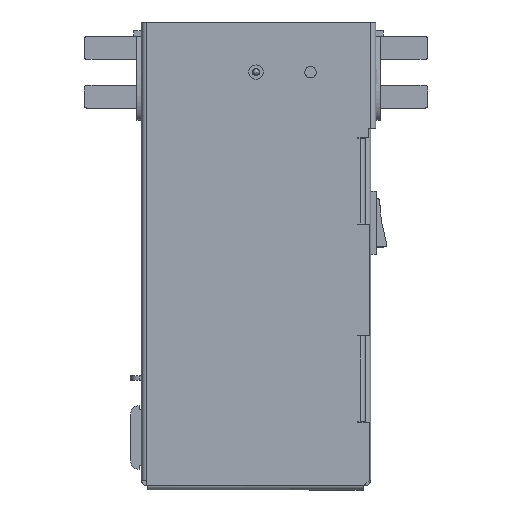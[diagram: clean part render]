
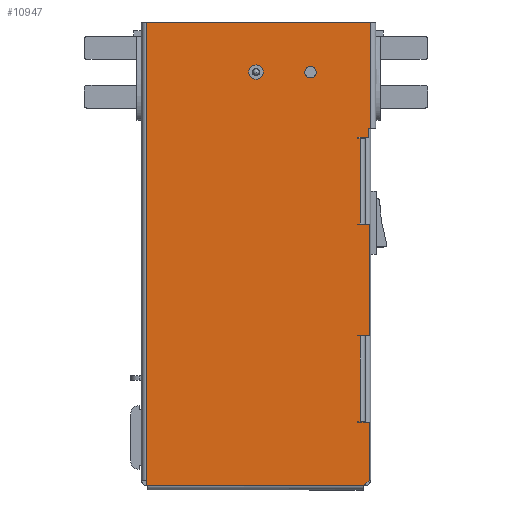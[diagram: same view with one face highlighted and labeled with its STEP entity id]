
A CAD part, top view. The second image highlights one B-rep face of the part: STEP entity #10947.
In plain terms, the highlighted planar face has unit normal (0, 0, 1).
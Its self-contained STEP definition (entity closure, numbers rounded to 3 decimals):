
#235=FACE_BOUND('',#1418,.T.);
#236=FACE_BOUND('',#1419,.T.);
#306=CIRCLE('',#11705,2.);
#307=CIRCLE('',#11706,2.);
#787=FACE_OUTER_BOUND('',#1417,.T.);
#1417=EDGE_LOOP('',(#7445,#7446,#7447,#7448,#7449,#7450,#7451,#7452,#7453,
#7454,#7455,#7456,#7457,#7458,#7459,#7460,#7461,#7462,#7463,#7464,#7465,
#7466,#7467,#7468));
#1418=EDGE_LOOP('',(#7469));
#1419=EDGE_LOOP('',(#7470));
#2152=LINE('',#15912,#3413);
#2160=LINE('',#15935,#3421);
#2163=LINE('',#15939,#3424);
#2164=LINE('',#15942,#3425);
#2167=LINE('',#15948,#3428);
#2168=LINE('',#15950,#3429);
#2169=LINE('',#15952,#3430);
#2170=LINE('',#15954,#3431);
#2171=LINE('',#15956,#3432);
#2172=LINE('',#15958,#3433);
#2173=LINE('',#15960,#3434);
#2174=LINE('',#15962,#3435);
#2175=LINE('',#15964,#3436);
#2176=LINE('',#15966,#3437);
#2177=LINE('',#15968,#3438);
#2178=LINE('',#15970,#3439);
#2179=LINE('',#15972,#3440);
#2180=LINE('',#15974,#3441);
#2181=LINE('',#15976,#3442);
#2182=LINE('',#15978,#3443);
#2183=LINE('',#15980,#3444);
#2184=LINE('',#15982,#3445);
#2185=LINE('',#15984,#3446);
#2186=LINE('',#15985,#3447);
#3413=VECTOR('',#12762,10.);
#3421=VECTOR('',#12788,10.);
#3424=VECTOR('',#12793,10.);
#3425=VECTOR('',#12796,10.);
#3428=VECTOR('',#12801,10.);
#3429=VECTOR('',#12802,10.);
#3430=VECTOR('',#12803,10.);
#3431=VECTOR('',#12804,10.);
#3432=VECTOR('',#12805,10.);
#3433=VECTOR('',#12806,10.);
#3434=VECTOR('',#12807,10.);
#3435=VECTOR('',#12808,10.);
#3436=VECTOR('',#12809,10.);
#3437=VECTOR('',#12810,10.);
#3438=VECTOR('',#12811,10.);
#3439=VECTOR('',#12812,10.);
#3440=VECTOR('',#12813,10.);
#3441=VECTOR('',#12814,10.);
#3442=VECTOR('',#12815,10.);
#3443=VECTOR('',#12816,10.);
#3444=VECTOR('',#12817,10.);
#3445=VECTOR('',#12818,10.);
#3446=VECTOR('',#12819,10.);
#3447=VECTOR('',#12820,10.);
#4646=VERTEX_POINT('',#15909);
#4647=VERTEX_POINT('',#15911);
#4652=VERTEX_POINT('',#15932);
#4653=VERTEX_POINT('',#15934);
#4654=VERTEX_POINT('',#15941);
#4656=VERTEX_POINT('',#15947);
#4657=VERTEX_POINT('',#15949);
#4658=VERTEX_POINT('',#15951);
#4659=VERTEX_POINT('',#15953);
#4660=VERTEX_POINT('',#15955);
#4661=VERTEX_POINT('',#15957);
#4662=VERTEX_POINT('',#15959);
#4663=VERTEX_POINT('',#15961);
#4664=VERTEX_POINT('',#15963);
#4665=VERTEX_POINT('',#15965);
#4666=VERTEX_POINT('',#15967);
#4667=VERTEX_POINT('',#15969);
#4668=VERTEX_POINT('',#15971);
#4669=VERTEX_POINT('',#15973);
#4670=VERTEX_POINT('',#15975);
#4671=VERTEX_POINT('',#15977);
#4672=VERTEX_POINT('',#15979);
#4673=VERTEX_POINT('',#15981);
#4674=VERTEX_POINT('',#15983);
#4675=VERTEX_POINT('',#15986);
#4676=VERTEX_POINT('',#15988);
#5712=EDGE_CURVE('',#4646,#4647,#2152,.T.);
#5723=EDGE_CURVE('',#4653,#4652,#2160,.T.);
#5726=EDGE_CURVE('',#4652,#4647,#2163,.T.);
#5727=EDGE_CURVE('',#4654,#4653,#2164,.T.);
#5730=EDGE_CURVE('',#4646,#4656,#2167,.T.);
#5731=EDGE_CURVE('',#4656,#4657,#2168,.T.);
#5732=EDGE_CURVE('',#4657,#4658,#2169,.T.);
#5733=EDGE_CURVE('',#4658,#4659,#2170,.T.);
#5734=EDGE_CURVE('',#4659,#4660,#2171,.T.);
#5735=EDGE_CURVE('',#4661,#4660,#2172,.T.);
#5736=EDGE_CURVE('',#4661,#4662,#2173,.T.);
#5737=EDGE_CURVE('',#4662,#4663,#2174,.T.);
#5738=EDGE_CURVE('',#4663,#4664,#2175,.T.);
#5739=EDGE_CURVE('',#4664,#4665,#2176,.T.);
#5740=EDGE_CURVE('',#4665,#4666,#2177,.T.);
#5741=EDGE_CURVE('',#4666,#4667,#2178,.T.);
#5742=EDGE_CURVE('',#4667,#4668,#2179,.T.);
#5743=EDGE_CURVE('',#4669,#4668,#2180,.T.);
#5744=EDGE_CURVE('',#4669,#4670,#2181,.T.);
#5745=EDGE_CURVE('',#4670,#4671,#2182,.T.);
#5746=EDGE_CURVE('',#4671,#4672,#2183,.T.);
#5747=EDGE_CURVE('',#4672,#4673,#2184,.T.);
#5748=EDGE_CURVE('',#4673,#4674,#2185,.T.);
#5749=EDGE_CURVE('',#4674,#4654,#2186,.T.);
#5750=EDGE_CURVE('',#4675,#4675,#306,.T.);
#5751=EDGE_CURVE('',#4676,#4676,#307,.T.);
#7445=ORIENTED_EDGE('',*,*,#5723,.T.);
#7446=ORIENTED_EDGE('',*,*,#5726,.T.);
#7447=ORIENTED_EDGE('',*,*,#5712,.F.);
#7448=ORIENTED_EDGE('',*,*,#5730,.T.);
#7449=ORIENTED_EDGE('',*,*,#5731,.T.);
#7450=ORIENTED_EDGE('',*,*,#5732,.T.);
#7451=ORIENTED_EDGE('',*,*,#5733,.T.);
#7452=ORIENTED_EDGE('',*,*,#5734,.T.);
#7453=ORIENTED_EDGE('',*,*,#5735,.F.);
#7454=ORIENTED_EDGE('',*,*,#5736,.T.);
#7455=ORIENTED_EDGE('',*,*,#5737,.T.);
#7456=ORIENTED_EDGE('',*,*,#5738,.T.);
#7457=ORIENTED_EDGE('',*,*,#5739,.T.);
#7458=ORIENTED_EDGE('',*,*,#5740,.T.);
#7459=ORIENTED_EDGE('',*,*,#5741,.T.);
#7460=ORIENTED_EDGE('',*,*,#5742,.T.);
#7461=ORIENTED_EDGE('',*,*,#5743,.F.);
#7462=ORIENTED_EDGE('',*,*,#5744,.T.);
#7463=ORIENTED_EDGE('',*,*,#5745,.T.);
#7464=ORIENTED_EDGE('',*,*,#5746,.T.);
#7465=ORIENTED_EDGE('',*,*,#5747,.T.);
#7466=ORIENTED_EDGE('',*,*,#5748,.T.);
#7467=ORIENTED_EDGE('',*,*,#5749,.T.);
#7468=ORIENTED_EDGE('',*,*,#5727,.T.);
#7469=ORIENTED_EDGE('',*,*,#5750,.T.);
#7470=ORIENTED_EDGE('',*,*,#5751,.T.);
#10481=PLANE('',#11704);
#10947=ADVANCED_FACE('',(#787,#235,#236),#10481,.T.);
#11704=AXIS2_PLACEMENT_3D('',#15946,#12799,#12800);
#11705=AXIS2_PLACEMENT_3D('',#15987,#12821,#12822);
#11706=AXIS2_PLACEMENT_3D('',#15989,#12823,#12824);
#12762=DIRECTION('',(0.,-1.,0.));
#12788=DIRECTION('',(0.,1.,0.));
#12793=DIRECTION('',(1.,0.,0.));
#12796=DIRECTION('',(1.,0.,0.));
#12799=DIRECTION('center_axis',(0.,0.,1.));
#12800=DIRECTION('ref_axis',(1.,0.,0.));
#12801=DIRECTION('',(-1.,0.,0.));
#12802=DIRECTION('',(0.,-1.,0.));
#12803=DIRECTION('',(0.174,-0.985,0.));
#12804=DIRECTION('',(1.,0.,0.));
#12805=DIRECTION('',(0.766,0.643,0.));
#12806=DIRECTION('',(0.,-1.,0.));
#12807=DIRECTION('',(-1.,0.,0.));
#12808=DIRECTION('',(0.,1.,0.));
#12809=DIRECTION('',(1.,0.,0.));
#12810=DIRECTION('',(0.,1.,0.));
#12811=DIRECTION('',(-1.,0.,0.));
#12812=DIRECTION('',(0.,1.,0.));
#12813=DIRECTION('',(1.,0.,0.));
#12814=DIRECTION('',(0.,-1.,0.));
#12815=DIRECTION('',(-1.,0.,0.));
#12816=DIRECTION('',(0.,1.,0.));
#12817=DIRECTION('',(1.,0.,0.));
#12818=DIRECTION('',(0.,1.,0.));
#12819=DIRECTION('',(-1.,0.,0.));
#12820=DIRECTION('',(0.,1.,0.));
#12821=DIRECTION('center_axis',(0.,0.,-1.));
#12822=DIRECTION('ref_axis',(-1.,0.,0.));
#12823=DIRECTION('center_axis',(0.,0.,-1.));
#12824=DIRECTION('ref_axis',(-1.,0.,0.));
#15909=CARTESIAN_POINT('',(80.1,160.,23.8));
#15911=CARTESIAN_POINT('',(80.1,122.852,23.8));
#15912=CARTESIAN_POINT('',(80.1,109.926,23.8));
#15932=CARTESIAN_POINT('',(79.35,122.852,23.8));
#15934=CARTESIAN_POINT('',(79.35,119.704,23.8));
#15935=CARTESIAN_POINT('',(79.35,101.426,23.8));
#15939=CARTESIAN_POINT('',(59.262,122.852,23.8));
#15941=CARTESIAN_POINT('',(75.55,119.704,23.8));
#15942=CARTESIAN_POINT('',(76.5,119.704,23.8));
#15946=CARTESIAN_POINT('Origin',(38.425,80.,23.8));
#15947=CARTESIAN_POINT('',(1.7,160.,23.8));
#15948=CARTESIAN_POINT('',(1.7,160.,23.8));
#15949=CARTESIAN_POINT('',(1.7,0.,23.8));
#15950=CARTESIAN_POINT('',(1.7,80.,23.8));
#15951=CARTESIAN_POINT('',(1.982,-1.6,23.8));
#15952=CARTESIAN_POINT('',(-4.587,35.654,23.8));
#15953=CARTESIAN_POINT('',(77.593,-1.6,23.8));
#15954=CARTESIAN_POINT('',(58.009,-1.6,23.8));
#15955=CARTESIAN_POINT('',(79.5,0.,23.8));
#15956=CARTESIAN_POINT('',(86.072,5.514,23.8));
#15957=CARTESIAN_POINT('',(79.5,20.3,23.8));
#15958=CARTESIAN_POINT('',(79.5,0.,23.8));
#15959=CARTESIAN_POINT('',(75.55,20.3,23.8));
#15960=CARTESIAN_POINT('',(56.987,20.3,23.8));
#15961=CARTESIAN_POINT('',(75.55,20.5,23.8));
#15962=CARTESIAN_POINT('',(75.55,50.25,23.8));
#15963=CARTESIAN_POINT('',(76.3,20.5,23.8));
#15964=CARTESIAN_POINT('',(57.462,20.5,23.8));
#15965=CARTESIAN_POINT('',(76.3,50.5,23.8));
#15966=CARTESIAN_POINT('',(76.3,65.25,23.8));
#15967=CARTESIAN_POINT('',(75.55,50.5,23.8));
#15968=CARTESIAN_POINT('',(56.987,50.5,23.8));
#15969=CARTESIAN_POINT('',(75.55,50.7,23.8));
#15970=CARTESIAN_POINT('',(75.55,65.35,23.8));
#15971=CARTESIAN_POINT('',(79.5,50.7,23.8));
#15972=CARTESIAN_POINT('',(76.5,50.7,23.8));
#15973=CARTESIAN_POINT('',(79.5,89.3,23.8));
#15974=CARTESIAN_POINT('',(79.5,50.7,23.8));
#15975=CARTESIAN_POINT('',(75.55,89.3,23.8));
#15976=CARTESIAN_POINT('',(56.987,89.3,23.8));
#15977=CARTESIAN_POINT('',(75.55,89.5,23.8));
#15978=CARTESIAN_POINT('',(75.55,84.75,23.8));
#15979=CARTESIAN_POINT('',(76.3,89.5,23.8));
#15980=CARTESIAN_POINT('',(57.462,89.5,23.8));
#15981=CARTESIAN_POINT('',(76.3,119.504,23.8));
#15982=CARTESIAN_POINT('',(76.3,99.752,23.8));
#15983=CARTESIAN_POINT('',(75.55,119.504,23.8));
#15984=CARTESIAN_POINT('',(56.987,119.504,23.8));
#15985=CARTESIAN_POINT('',(75.55,99.852,23.8));
#15986=CARTESIAN_POINT('',(42.,142.5,23.8));
#15987=CARTESIAN_POINT('Origin',(40.,142.5,23.8));
#15988=CARTESIAN_POINT('',(61.,142.5,23.8));
#15989=CARTESIAN_POINT('Origin',(59.,142.5,23.8));
